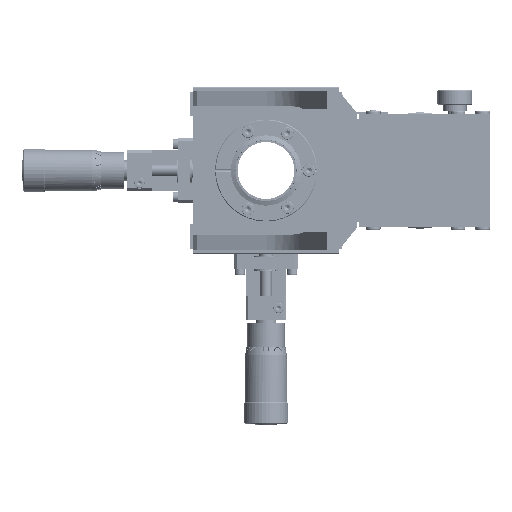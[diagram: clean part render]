
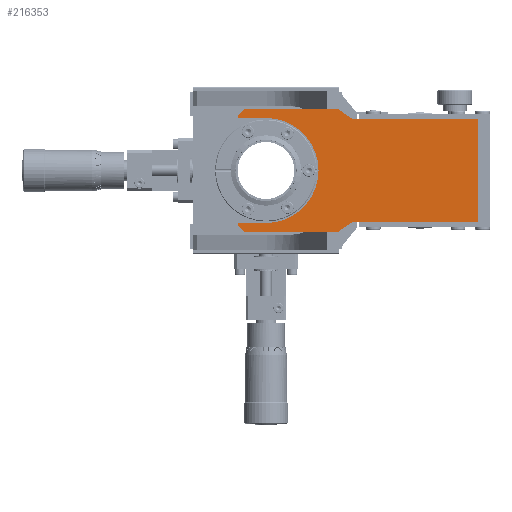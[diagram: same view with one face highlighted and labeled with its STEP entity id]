
A CAD part, front view. The second image highlights one B-rep face of the part: STEP entity #216353.
In plain terms, the highlighted planar face has unit normal (0, -1, 0).
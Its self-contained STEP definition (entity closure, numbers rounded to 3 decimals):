
#1825 = CARTESIAN_POINT ( 'NONE',  ( 0., -268.8, 0. ) ) ;
#8648 = ORIENTED_EDGE ( 'NONE', *, *, #347116, .T. ) ;
#14627 = DIRECTION ( 'NONE',  ( 0., 0., -1. ) ) ;
#16785 = CARTESIAN_POINT ( 'NONE',  ( 0., -268.8, 36. ) ) ;
#18488 = EDGE_LOOP ( 'NONE', ( #326741, #51971, #163132, #294160, #112902, #192344, #349214, #79962, #361435, #117792, #111791, #322238, #8648, #93903, #142387, #351668 ) ) ;
#20498 = CARTESIAN_POINT ( 'NONE',  ( 56.918, -268.8, 36.808 ) ) ;
#21286 = CARTESIAN_POINT ( 'NONE',  ( 62.652, -268.8, -35. ) ) ;
#25220 = CARTESIAN_POINT ( 'NONE',  ( 145.5, -268.8, -35. ) ) ;
#27309 = CIRCLE ( 'NONE', #58333, 10. ) ;
#29364 = CARTESIAN_POINT ( 'NONE',  ( -19., -268.8, -38. ) ) ;
#30417 = DIRECTION ( 'NONE',  ( 0., 0., -1. ) ) ;
#37388 = VECTOR ( 'NONE', #68760, 1000. ) ;
#45569 = VECTOR ( 'NONE', #354652, 1000. ) ;
#48066 = LINE ( 'NONE', #333716, #266435 ) ;
#51539 = LINE ( 'NONE', #83325, #269886 ) ;
#51971 = ORIENTED_EDGE ( 'NONE', *, *, #358920, .T. ) ;
#53245 = CARTESIAN_POINT ( 'NONE',  ( 0., -268.8, -36. ) ) ;
#56841 = VERTEX_POINT ( 'NONE', #341137 ) ;
#58333 = AXIS2_PLACEMENT_3D ( 'NONE', #119375, #318525, #147992 ) ;
#58929 = DIRECTION ( 'NONE',  ( -1., 0., 0. ) ) ;
#60872 = LINE ( 'NONE', #142348, #354736 ) ;
#68760 = DIRECTION ( 'NONE',  ( -1., 0., 0. ) ) ;
#70690 = VERTEX_POINT ( 'NONE', #125407 ) ;
#74155 = LINE ( 'NONE', #161845, #216772 ) ;
#78118 = CARTESIAN_POINT ( 'NONE',  ( 62.652, -268.8, -45. ) ) ;
#79298 = VERTEX_POINT ( 'NONE', #356703 ) ;
#79962 = ORIENTED_EDGE ( 'NONE', *, *, #281272, .T. ) ;
#83325 = CARTESIAN_POINT ( 'NONE',  ( -15., -268.8, 42. ) ) ;
#84449 = VERTEX_POINT ( 'NONE', #271923 ) ;
#87535 = AXIS2_PLACEMENT_3D ( 'NONE', #78118, #277276, #106734 ) ;
#93903 = ORIENTED_EDGE ( 'NONE', *, *, #302770, .T. ) ;
#97521 = CARTESIAN_POINT ( 'NONE',  ( -19., -268.8, 38. ) ) ;
#98336 = LINE ( 'NONE', #270132, #174196 ) ;
#98438 = VECTOR ( 'NONE', #344235, 1000. ) ;
#104946 = EDGE_CURVE ( 'NONE', #162523, #70690, #313511, .T. ) ;
#106602 = CARTESIAN_POINT ( 'NONE',  ( -19., -268.8, -26.5 ) ) ;
#106734 = DIRECTION ( 'NONE',  ( 0., 0., -1. ) ) ;
#111791 = ORIENTED_EDGE ( 'NONE', *, *, #304739, .T. ) ;
#112902 = ORIENTED_EDGE ( 'NONE', *, *, #167719, .T. ) ;
#117792 = ORIENTED_EDGE ( 'NONE', *, *, #317748, .T. ) ;
#119375 = CARTESIAN_POINT ( 'NONE',  ( 62.652, -268.8, 45. ) ) ;
#120763 = CARTESIAN_POINT ( 'NONE',  ( -19., -268.8, -38. ) ) ;
#122862 = AXIS2_PLACEMENT_3D ( 'NONE', #1825, #201098, #30417 ) ;
#123063 = VECTOR ( 'NONE', #334900, 1000. ) ;
#125407 = CARTESIAN_POINT ( 'NONE',  ( -15., -268.8, -42. ) ) ;
#131933 = LINE ( 'NONE', #21286, #123063 ) ;
#134080 = PLANE ( 'NONE',  #87535 ) ;
#135485 = EDGE_CURVE ( 'NONE', #79298, #259196, #250964, .T. ) ;
#142348 = CARTESIAN_POINT ( 'NONE',  ( 145.5, -268.8, 35. ) ) ;
#142387 = ORIENTED_EDGE ( 'NONE', *, *, #308753, .F. ) ;
#147992 = DIRECTION ( 'NONE',  ( 0., 0., 1. ) ) ;
#149089 = LINE ( 'NONE', #106602, #251588 ) ;
#153991 = CARTESIAN_POINT ( 'NONE',  ( 62.652, -268.8, 35. ) ) ;
#161845 = CARTESIAN_POINT ( 'NONE',  ( -15., -268.8, -42. ) ) ;
#162523 = VERTEX_POINT ( 'NONE', #120763 ) ;
#163132 = ORIENTED_EDGE ( 'NONE', *, *, #104946, .T. ) ;
#163839 = EDGE_CURVE ( 'NONE', #259196, #253109, #131933, .T. ) ;
#167719 = EDGE_CURVE ( 'NONE', #264318, #79298, #272743, .T. ) ;
#171324 = CARTESIAN_POINT ( 'NONE',  ( -15., -268.8, 42. ) ) ;
#174196 = VECTOR ( 'NONE', #268913, 1000. ) ;
#174262 = VERTEX_POINT ( 'NONE', #324612 ) ;
#184283 = CARTESIAN_POINT ( 'NONE',  ( 49.5, -268.8, -42. ) ) ;
#185229 = DIRECTION ( 'NONE',  ( 0., 1., 0. ) ) ;
#185496 = FACE_OUTER_BOUND ( 'NONE', #18488, .T. ) ;
#188594 = VERTEX_POINT ( 'NONE', #209143 ) ;
#190557 = DIRECTION ( 'NONE',  ( 1., 0., 0. ) ) ;
#192344 = ORIENTED_EDGE ( 'NONE', *, *, #135485, .T. ) ;
#201098 = DIRECTION ( 'NONE',  ( 0., -1., 0. ) ) ;
#201728 = AXIS2_PLACEMENT_3D ( 'NONE', #355603, #185229, #14627 ) ;
#201929 = VERTEX_POINT ( 'NONE', #153991 ) ;
#204795 = CARTESIAN_POINT ( 'NONE',  ( 62.652, -268.8, -35. ) ) ;
#209143 = CARTESIAN_POINT ( 'NONE',  ( -19., -268.8, -36. ) ) ;
#216353 = ADVANCED_FACE ( 'NONE', ( #185496 ), #134080, .T. ) ;
#216772 = VECTOR ( 'NONE', #190557, 1000. ) ;
#223568 = VERTEX_POINT ( 'NONE', #16785 ) ;
#228689 = DIRECTION ( 'NONE',  ( 0.707, 0., -0.707 ) ) ;
#228992 = VECTOR ( 'NONE', #228689, 1000. ) ;
#232395 = CARTESIAN_POINT ( 'NONE',  ( 0., -268.8, 36. ) ) ;
#239340 = CARTESIAN_POINT ( 'NONE',  ( 49.5, -268.8, 42. ) ) ;
#250964 = CIRCLE ( 'NONE', #201728, 10. ) ;
#251588 = VECTOR ( 'NONE', #277137, 1000. ) ;
#253109 = VERTEX_POINT ( 'NONE', #25220 ) ;
#255689 = LINE ( 'NONE', #239340, #37388 ) ;
#259196 = VERTEX_POINT ( 'NONE', #204795 ) ;
#264318 = VERTEX_POINT ( 'NONE', #316498 ) ;
#266435 = VECTOR ( 'NONE', #303978, 1000. ) ;
#267342 = EDGE_CURVE ( 'NONE', #353118, #223568, #316581, .T. ) ;
#268103 = DIRECTION ( 'NONE',  ( 0., 0., -1. ) ) ;
#268913 = DIRECTION ( 'NONE',  ( -0.819, 0., 0.573 ) ) ;
#269886 = VECTOR ( 'NONE', #311147, 1000. ) ;
#270132 = CARTESIAN_POINT ( 'NONE',  ( 56.918, -268.8, 36.808 ) ) ;
#271645 = CARTESIAN_POINT ( 'NONE',  ( 145.5, -268.8, 35. ) ) ;
#271923 = CARTESIAN_POINT ( 'NONE',  ( -19., -268.8, 38. ) ) ;
#272743 = LINE ( 'NONE', #184283, #45569 ) ;
#277137 = DIRECTION ( 'NONE',  ( 0., 0., -1. ) ) ;
#277276 = DIRECTION ( 'NONE',  ( 0., -1., 0. ) ) ;
#278933 = VECTOR ( 'NONE', #353105, 1000. ) ;
#281272 = EDGE_CURVE ( 'NONE', #253109, #301939, #48066, .T. ) ;
#293122 = LINE ( 'NONE', #97521, #368669 ) ;
#294160 = ORIENTED_EDGE ( 'NONE', *, *, #347039, .T. ) ;
#301939 = VERTEX_POINT ( 'NONE', #271645 ) ;
#302770 = EDGE_CURVE ( 'NONE', #84449, #174262, #293122, .T. ) ;
#303978 = DIRECTION ( 'NONE',  ( 0., 0., 1. ) ) ;
#304739 = EDGE_CURVE ( 'NONE', #338377, #56841, #98336, .T. ) ;
#308648 = VERTEX_POINT ( 'NONE', #171324 ) ;
#308753 = EDGE_CURVE ( 'NONE', #223568, #174262, #325626, .T. ) ;
#311147 = DIRECTION ( 'NONE',  ( -0.707, 0., -0.707 ) ) ;
#313511 = LINE ( 'NONE', #29364, #228992 ) ;
#316498 = CARTESIAN_POINT ( 'NONE',  ( 49.5, -268.8, -42. ) ) ;
#316581 = CIRCLE ( 'NONE', #122862, 36. ) ;
#317748 = EDGE_CURVE ( 'NONE', #201929, #338377, #27309, .T. ) ;
#318525 = DIRECTION ( 'NONE',  ( 0., 1., 0. ) ) ;
#322238 = ORIENTED_EDGE ( 'NONE', *, *, #327071, .T. ) ;
#324512 = CARTESIAN_POINT ( 'NONE',  ( 0., -268.8, -36. ) ) ;
#324612 = CARTESIAN_POINT ( 'NONE',  ( -19., -268.8, 36. ) ) ;
#325626 = LINE ( 'NONE', #232395, #98438 ) ;
#326741 = ORIENTED_EDGE ( 'NONE', *, *, #331287, .F. ) ;
#327071 = EDGE_CURVE ( 'NONE', #56841, #308648, #255689, .T. ) ;
#331287 = EDGE_CURVE ( 'NONE', #188594, #353118, #354520, .T. ) ;
#333716 = CARTESIAN_POINT ( 'NONE',  ( 145.5, -268.8, -35. ) ) ;
#334900 = DIRECTION ( 'NONE',  ( 1., 0., 0. ) ) ;
#338377 = VERTEX_POINT ( 'NONE', #20498 ) ;
#338511 = EDGE_CURVE ( 'NONE', #301939, #201929, #60872, .T. ) ;
#341137 = CARTESIAN_POINT ( 'NONE',  ( 49.5, -268.8, 42. ) ) ;
#344235 = DIRECTION ( 'NONE',  ( -1., 0., 0. ) ) ;
#347039 = EDGE_CURVE ( 'NONE', #70690, #264318, #74155, .T. ) ;
#347116 = EDGE_CURVE ( 'NONE', #308648, #84449, #51539, .T. ) ;
#349214 = ORIENTED_EDGE ( 'NONE', *, *, #163839, .T. ) ;
#351668 = ORIENTED_EDGE ( 'NONE', *, *, #267342, .F. ) ;
#353105 = DIRECTION ( 'NONE',  ( 1., 0., 0. ) ) ;
#353118 = VERTEX_POINT ( 'NONE', #53245 ) ;
#354520 = LINE ( 'NONE', #324512, #278933 ) ;
#354652 = DIRECTION ( 'NONE',  ( 0.819, 0., 0.573 ) ) ;
#354736 = VECTOR ( 'NONE', #58929, 1000. ) ;
#355603 = CARTESIAN_POINT ( 'NONE',  ( 62.652, -268.8, -45. ) ) ;
#356703 = CARTESIAN_POINT ( 'NONE',  ( 56.918, -268.8, -36.808 ) ) ;
#358920 = EDGE_CURVE ( 'NONE', #188594, #162523, #149089, .T. ) ;
#361435 = ORIENTED_EDGE ( 'NONE', *, *, #338511, .T. ) ;
#368669 = VECTOR ( 'NONE', #268103, 1000. ) ;
